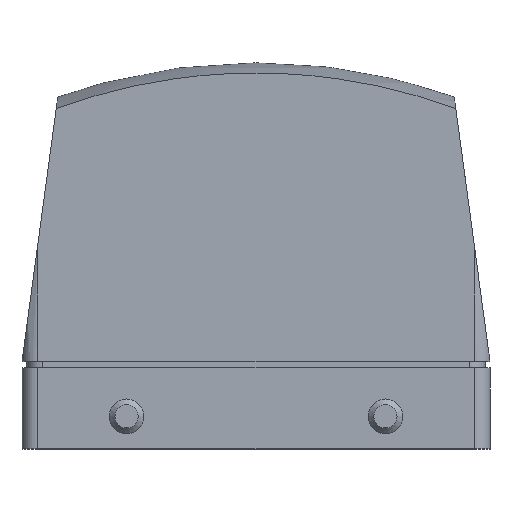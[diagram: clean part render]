
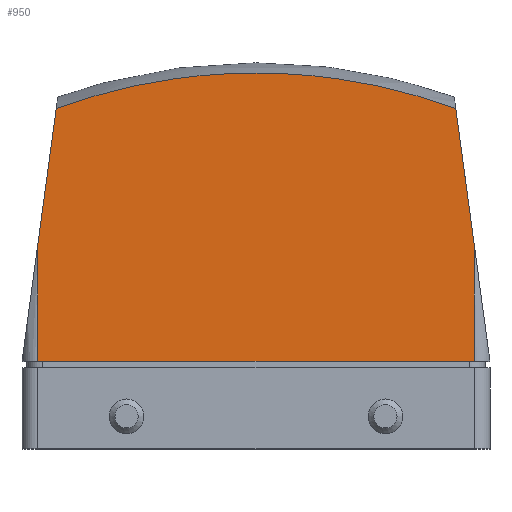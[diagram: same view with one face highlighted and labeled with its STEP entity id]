
A CAD part, top view. The second image highlights one B-rep face of the part: STEP entity #950.
In plain terms, the highlighted planar face has unit normal (0, 0, 1).
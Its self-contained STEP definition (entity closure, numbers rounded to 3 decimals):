
#260 = ORIENTED_EDGE ( 'NONE', *, *, #1038, .F. ) ;
#261 = ORIENTED_EDGE ( 'NONE', *, *, #1042, .T. ) ;
#262 = ORIENTED_EDGE ( 'NONE', *, *, #1001, .F. ) ;
#263 = ORIENTED_EDGE ( 'NONE', *, *, #1037, .T. ) ;
#264 = ORIENTED_EDGE ( 'NONE', *, *, #1032, .F. ) ;
#265 = ORIENTED_EDGE ( 'NONE', *, *, #1000, .F. ) ;
#426 = EDGE_LOOP ( 'NONE', ( #260, #262, #261, #263, #265, #264 ) ) ;
#686 = DIRECTION ( 'NONE',  ( 0., 0., -1. ) ) ;
#687 = CARTESIAN_POINT ( 'NONE',  ( 3.2, 65.55, 43.5 ) ) ;
#688 = DIRECTION ( 'NONE',  ( -1., 0., 0. ) ) ;
#750 = PLANE ( 'NONE',  #1195 ) ;
#771 = VECTOR ( 'NONE', #2290, 1000. ) ;
#796 = AXIS2_PLACEMENT_3D ( 'NONE', #2284, #2280, #2277 ) ;
#797 = VECTOR ( 'NONE', #1411, 1000. ) ;
#800 = VECTOR ( 'NONE', #2230, 1000. ) ;
#850 = CIRCLE ( 'NONE', #796, 116.583 ) ;
#865 = VECTOR ( 'NONE', #1334, 1000. ) ;
#887 = VECTOR ( 'NONE', #1409, 1000. ) ;
#950 = ADVANCED_FACE ( 'NONE', ( #2813 ), #750, .F. ) ;
#1000 = EDGE_CURVE ( 'NONE', #2376, #2367, #2894, .T. ) ;
#1001 = EDGE_CURVE ( 'NONE', #2340, #2377, #2895, .T. ) ;
#1032 = EDGE_CURVE ( 'NONE', #1285, #2376, #2915, .T. ) ;
#1037 = EDGE_CURVE ( 'NONE', #2384, #2367, #2917, .T. ) ;
#1038 = EDGE_CURVE ( 'NONE', #2377, #1285, #850, .T. ) ;
#1042 = EDGE_CURVE ( 'NONE', #2340, #2384, #2918, .T. ) ;
#1195 = AXIS2_PLACEMENT_3D ( 'NONE', #687, #686, #688 ) ;
#1285 = VERTEX_POINT ( 'NONE', #1805 ) ;
#1334 = DIRECTION ( 'NONE',  ( 0.134, -0.991, 0. ) ) ;
#1409 = DIRECTION ( 'NONE',  ( 0.134, 0.991, 0. ) ) ;
#1410 = CARTESIAN_POINT ( 'NONE',  ( 0., 17.55, 43.5 ) ) ;
#1411 = DIRECTION ( 'NONE',  ( 0., -1., 0. ) ) ;
#1412 = CARTESIAN_POINT ( 'NONE',  ( 90.8, 65.55, 43.5 ) ) ;
#1551 = CARTESIAN_POINT ( 'NONE',  ( 94., 17.55, 43.5 ) ) ;
#1752 = CARTESIAN_POINT ( 'NONE',  ( 3.2, 17.55, 43.5 ) ) ;
#1759 = CARTESIAN_POINT ( 'NONE',  ( 6.877, 68.345, 43.5 ) ) ;
#1760 = CARTESIAN_POINT ( 'NONE',  ( 90.8, 41.187, 43.5 ) ) ;
#1769 = CARTESIAN_POINT ( 'NONE',  ( 90.8, 17.55, 43.5 ) ) ;
#1796 = CARTESIAN_POINT ( 'NONE',  ( 3.2, 41.187, 43.5 ) ) ;
#1805 = CARTESIAN_POINT ( 'NONE',  ( 87.123, 68.345, 43.5 ) ) ;
#2230 = DIRECTION ( 'NONE',  ( 0., -1., 0. ) ) ;
#2233 = CARTESIAN_POINT ( 'NONE',  ( 3.2, 65.55, 43.5 ) ) ;
#2277 = DIRECTION ( 'NONE',  ( 1., 0., 0. ) ) ;
#2280 = DIRECTION ( 'NONE',  ( 0., 0., -1. ) ) ;
#2284 = CARTESIAN_POINT ( 'NONE',  ( 47., -41.117, 43.5 ) ) ;
#2290 = DIRECTION ( 'NONE',  ( 1., 0., 0. ) ) ;
#2291 = CARTESIAN_POINT ( 'NONE',  ( 3.2, 17.55, 43.5 ) ) ;
#2340 = VERTEX_POINT ( 'NONE', #1796 ) ;
#2367 = VERTEX_POINT ( 'NONE', #1769 ) ;
#2376 = VERTEX_POINT ( 'NONE', #1760 ) ;
#2377 = VERTEX_POINT ( 'NONE', #1759 ) ;
#2384 = VERTEX_POINT ( 'NONE', #1752 ) ;
#2813 = FACE_OUTER_BOUND ( 'NONE', #426, .T. ) ;
#2894 = LINE ( 'NONE', #1412, #797 ) ;
#2895 = LINE ( 'NONE', #1410, #887 ) ;
#2915 = LINE ( 'NONE', #1551, #865 ) ;
#2917 = LINE ( 'NONE', #2291, #771 ) ;
#2918 = LINE ( 'NONE', #2233, #800 ) ;
